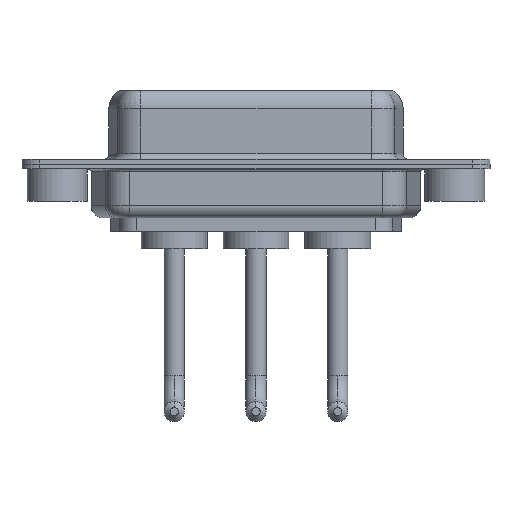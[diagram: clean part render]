
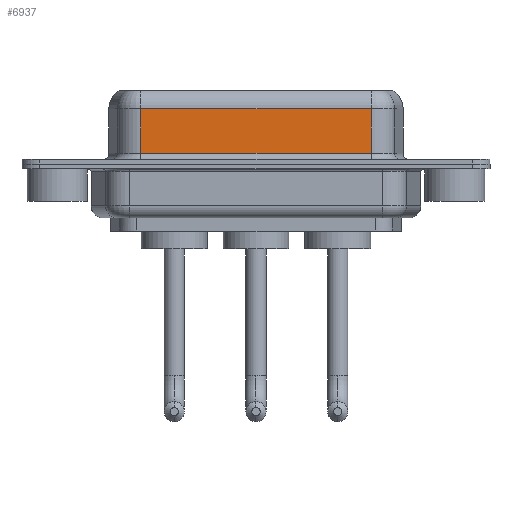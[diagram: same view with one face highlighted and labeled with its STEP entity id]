
A CAD part, front view. The second image highlights one B-rep face of the part: STEP entity #6937.
In plain terms, the highlighted planar face has unit normal (0, -1, 0).
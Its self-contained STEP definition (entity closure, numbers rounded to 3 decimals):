
#192 = EDGE_CURVE ( 'NONE', #9493, #7007, #8186, .T. ) ;
#424 = CARTESIAN_POINT ( 'NONE',  ( 26.287, -3.95, 6.4 ) ) ;
#462 = LINE ( 'NONE', #5907, #490 ) ;
#490 = VECTOR ( 'NONE', #9741, 1000. ) ;
#733 = EDGE_CURVE ( 'NONE', #8359, #7007, #462, .T. ) ;
#1050 = ORIENTED_EDGE ( 'NONE', *, *, #7615, .T. ) ;
#1676 = CARTESIAN_POINT ( 'NONE',  ( 7.013, -3.95, 4.65 ) ) ;
#1970 = FACE_OUTER_BOUND ( 'NONE', #3435, .T. ) ;
#2519 = ORIENTED_EDGE ( 'NONE', *, *, #192, .F. ) ;
#2543 = DIRECTION ( 'NONE',  ( 0., 0., -1. ) ) ;
#2568 = DIRECTION ( 'NONE',  ( 0., 0., -1. ) ) ;
#2844 = CARTESIAN_POINT ( 'NONE',  ( 26.287, -3.95, 0.9 ) ) ;
#2885 = VECTOR ( 'NONE', #2568, 1000. ) ;
#2971 = DIRECTION ( 'NONE',  ( 0., 1., 0. ) ) ;
#3350 = CARTESIAN_POINT ( 'NONE',  ( 26.287, -3.95, 4.65 ) ) ;
#3400 = LINE ( 'NONE', #10104, #10434 ) ;
#3425 = AXIS2_PLACEMENT_3D ( 'NONE', #7535, #2971, #3712 ) ;
#3435 = EDGE_LOOP ( 'NONE', ( #2519, #1050, #4159, #9716 ) ) ;
#3693 = LINE ( 'NONE', #3350, #3834 ) ;
#3712 = DIRECTION ( 'NONE',  ( 0., 0., 1. ) ) ;
#3834 = VECTOR ( 'NONE', #5637, 1000. ) ;
#4159 = ORIENTED_EDGE ( 'NONE', *, *, #6877, .T. ) ;
#5583 = CARTESIAN_POINT ( 'NONE',  ( 26.287, -3.95, 4.65 ) ) ;
#5637 = DIRECTION ( 'NONE',  ( -1., 0., 0. ) ) ;
#5907 = CARTESIAN_POINT ( 'NONE',  ( 26.287, -3.95, 0.9 ) ) ;
#6877 = EDGE_CURVE ( 'NONE', #8487, #8359, #3400, .T. ) ;
#6937 = ADVANCED_FACE ( 'NONE', ( #1970 ), #9484, .F. ) ;
#7007 = VERTEX_POINT ( 'NONE', #2844 ) ;
#7535 = CARTESIAN_POINT ( 'NONE',  ( 26.287, -3.95, 6.4 ) ) ;
#7615 = EDGE_CURVE ( 'NONE', #9493, #8487, #3693, .T. ) ;
#8186 = LINE ( 'NONE', #424, #2885 ) ;
#8359 = VERTEX_POINT ( 'NONE', #9814 ) ;
#8487 = VERTEX_POINT ( 'NONE', #1676 ) ;
#9484 = PLANE ( 'NONE',  #3425 ) ;
#9493 = VERTEX_POINT ( 'NONE', #5583 ) ;
#9716 = ORIENTED_EDGE ( 'NONE', *, *, #733, .T. ) ;
#9741 = DIRECTION ( 'NONE',  ( 1., 0., 0. ) ) ;
#9814 = CARTESIAN_POINT ( 'NONE',  ( 7.013, -3.95, 0.9 ) ) ;
#10104 = CARTESIAN_POINT ( 'NONE',  ( 7.013, -3.95, 6.4 ) ) ;
#10434 = VECTOR ( 'NONE', #2543, 1000. ) ;
